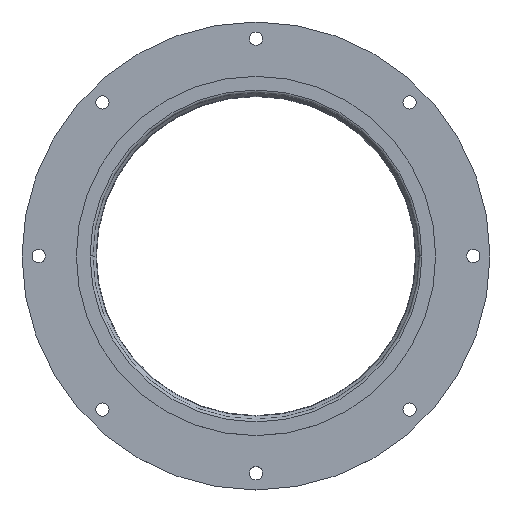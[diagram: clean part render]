
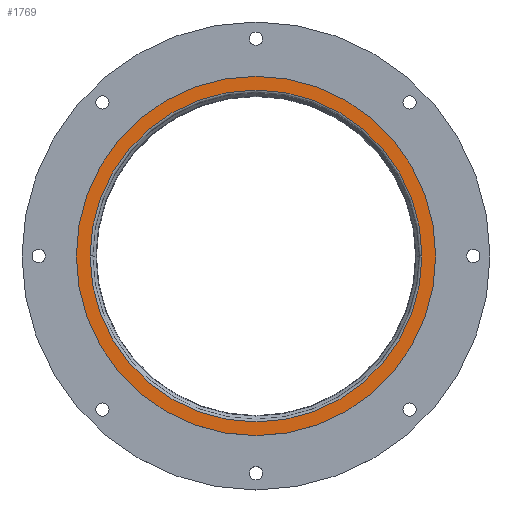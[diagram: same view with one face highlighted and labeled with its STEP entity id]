
A CAD part, top view. The second image highlights one B-rep face of the part: STEP entity #1769.
In plain terms, the highlighted face is planar.
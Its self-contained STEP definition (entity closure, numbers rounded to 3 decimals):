
#10 = DIRECTION ( 'NONE',  ( 0., 1., 0. ) ) ;
#18 = DIRECTION ( 'NONE',  ( 0., 0., 1. ) ) ;
#46 = AXIS2_PLACEMENT_3D ( 'NONE', #2435, #1860, #920 ) ;
#130 = DIRECTION ( 'NONE',  ( 0., 1., 0. ) ) ;
#132 = CIRCLE ( 'NONE', #1521, 99.3 ) ;
#174 = VERTEX_POINT ( 'NONE', #1980 ) ;
#203 = EDGE_CURVE ( 'NONE', #174, #886, #734, .T. ) ;
#295 = EDGE_CURVE ( 'NONE', #886, #174, #1439, .T. ) ;
#404 = VERTEX_POINT ( 'NONE', #1682 ) ;
#429 = DIRECTION ( 'NONE',  ( 0., 0., 1. ) ) ;
#468 = ORIENTED_EDGE ( 'NONE', *, *, #295, .T. ) ;
#511 = DIRECTION ( 'NONE',  ( 0., 0., 1. ) ) ;
#533 = CARTESIAN_POINT ( 'NONE',  ( 0., 0., 0. ) ) ;
#571 = EDGE_LOOP ( 'NONE', ( #468, #2184 ) ) ;
#590 = CARTESIAN_POINT ( 'NONE',  ( 0., 0., 0. ) ) ;
#591 = FACE_OUTER_BOUND ( 'NONE', #571, .T. ) ;
#644 = FACE_BOUND ( 'NONE', #1821, .T. ) ;
#690 = CARTESIAN_POINT ( 'NONE',  ( 0., 0., 0. ) ) ;
#734 = CIRCLE ( 'NONE', #1627, 107.5 ) ;
#886 = VERTEX_POINT ( 'NONE', #1069 ) ;
#920 = DIRECTION ( 'NONE',  ( 0., 0., 1. ) ) ;
#1069 = CARTESIAN_POINT ( 'NONE',  ( 0., 0., 107.5 ) ) ;
#1073 = DIRECTION ( 'NONE',  ( 0., 1., 0. ) ) ;
#1111 = AXIS2_PLACEMENT_3D ( 'NONE', #590, #10, #18 ) ;
#1380 = ORIENTED_EDGE ( 'NONE', *, *, #1653, .F. ) ;
#1439 = CIRCLE ( 'NONE', #46, 107.5 ) ;
#1509 = EDGE_CURVE ( 'NONE', #404, #2267, #132, .T. ) ;
#1521 = AXIS2_PLACEMENT_3D ( 'NONE', #533, #1073, #2025 ) ;
#1627 = AXIS2_PLACEMENT_3D ( 'NONE', #690, #130, #511 ) ;
#1653 = EDGE_CURVE ( 'NONE', #2267, #404, #2045, .T. ) ;
#1682 = CARTESIAN_POINT ( 'NONE',  ( 0., 0., -99.3 ) ) ;
#1769 = ADVANCED_FACE ( 'NONE', ( #591, #644 ), #2118, .T. ) ;
#1821 = EDGE_LOOP ( 'NONE', ( #1380, #1852 ) ) ;
#1852 = ORIENTED_EDGE ( 'NONE', *, *, #1509, .F. ) ;
#1860 = DIRECTION ( 'NONE',  ( 0., 1., 0. ) ) ;
#1897 = CARTESIAN_POINT ( 'NONE',  ( -99.3, 0., 0. ) ) ;
#1980 = CARTESIAN_POINT ( 'NONE',  ( 0., 0., -107.5 ) ) ;
#2025 = DIRECTION ( 'NONE',  ( 0., 0., 1. ) ) ;
#2045 = CIRCLE ( 'NONE', #1111, 99.3 ) ;
#2098 = DIRECTION ( 'NONE',  ( 0., 1., 0. ) ) ;
#2118 = PLANE ( 'NONE',  #2290 ) ;
#2184 = ORIENTED_EDGE ( 'NONE', *, *, #203, .T. ) ;
#2210 = CARTESIAN_POINT ( 'NONE',  ( 0., 0., 99.3 ) ) ;
#2267 = VERTEX_POINT ( 'NONE', #2210 ) ;
#2290 = AXIS2_PLACEMENT_3D ( 'NONE', #1897, #2098, #429 ) ;
#2435 = CARTESIAN_POINT ( 'NONE',  ( 0., 0., 0. ) ) ;
